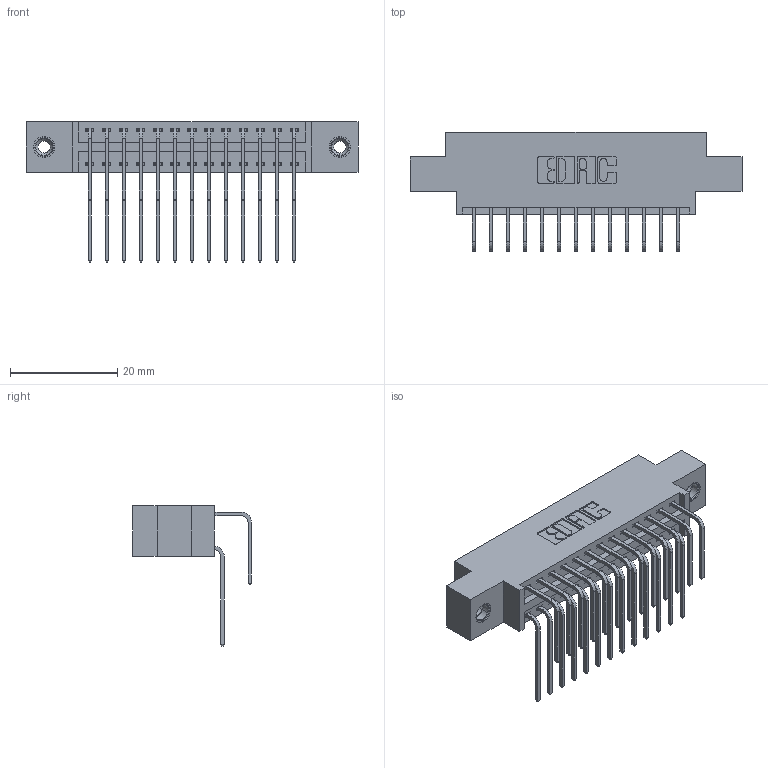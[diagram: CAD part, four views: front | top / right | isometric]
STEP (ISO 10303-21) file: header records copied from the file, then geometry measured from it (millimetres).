
FILE_DESCRIPTION (( 'STEP AP203' ), '1' );
FILE_NAME ('396-026-558-808.STEP', '2019-11-02T15:27:46', ( '' ), ( '' ), 'SwSTEP 2.0', 'SolidWorks 2016', '' );
FILE_SCHEMA (( 'CONFIG_CONTROL_DESIGN' ));
Length unit declared in the file: inch
Products named in the file (5): 345-292-001_558 Tail - 2; 345-292-001_558 559 Tail - 1; 346 Part_0.170 Offset - 0.156 Dia-TI; 345-250-001_345-250-003-102; 396-026-558-808
Assembly tree (29 placements, depth 2):
  396-026-558-808
    346 Part_0.170 Offset - 0.156 Dia-TI
    345-292-001_558 559 Tail - 1  x13
    345-292-001_558 Tail - 2  x13
    345-250-001_345-250-003-102  x2
Bounding box: 61.85 x 22.16 x 26.16 mm (x, y, z)
Volume: 5794.7 mm3; surface area: 8428.5 mm2
Topology: 29 solids, 29 shells, 1590 faces, 4663 edges, 3066 vertices
Faces by surface type: plane 1074, cylinder 500, cone 12, torus 4
Entity records: 15490 total; most frequent: CARTESIAN_POINT 2630, ORIENTED_EDGE 2506, DIRECTION 2367, EDGE_CURVE 1253, LINE 1009, VECTOR 1009, VERTEX_POINT 828, AXIS2_PLACEMENT_3D 679
